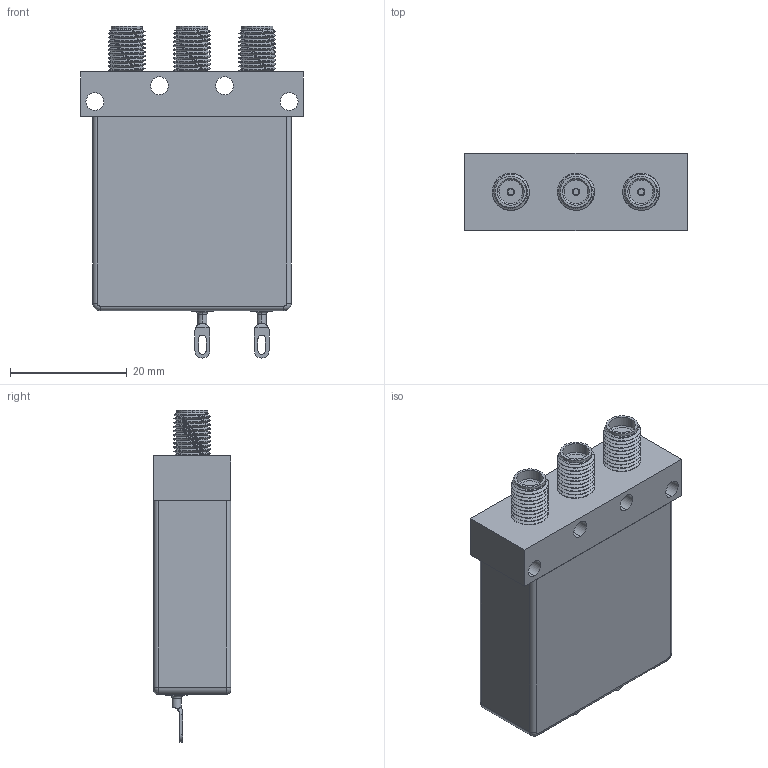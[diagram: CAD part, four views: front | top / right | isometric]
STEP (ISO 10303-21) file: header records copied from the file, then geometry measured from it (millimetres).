
FILE_DESCRIPTION (( 'STEP AP203' ), '1' );
FILE_NAME ('PE71S6391.step', '2019-08-27T16:41:17', ( '' ), ( '' ), 'SwSTEP 2.0', 'SolidWorks 2018', '' );
FILE_SCHEMA (( 'CONFIG_CONTROL_DESIGN' ));
Length unit declared in the file: inch
Products named in the file (1): PE71S6391
Bounding box: 38.1 x 13.26 x 56.9 mm (x, y, z)
Volume: 18985.2 mm3; surface area: 9362 mm2
Topology: 11 solids, 11 shells, 1030 faces, 2745 edges, 1818 vertices
Faces by surface type: plane 530, bspline 263, cylinder 214, cone 15, torus 8
Entity records: 47843 total; most frequent: CARTESIAN_POINT 24033, ORIENTED_EDGE 5482, DIRECTION 3913, EDGE_CURVE 2741, VERTEX_POINT 1818, VECTOR 1737, LINE 1737, EDGE_LOOP 1133
